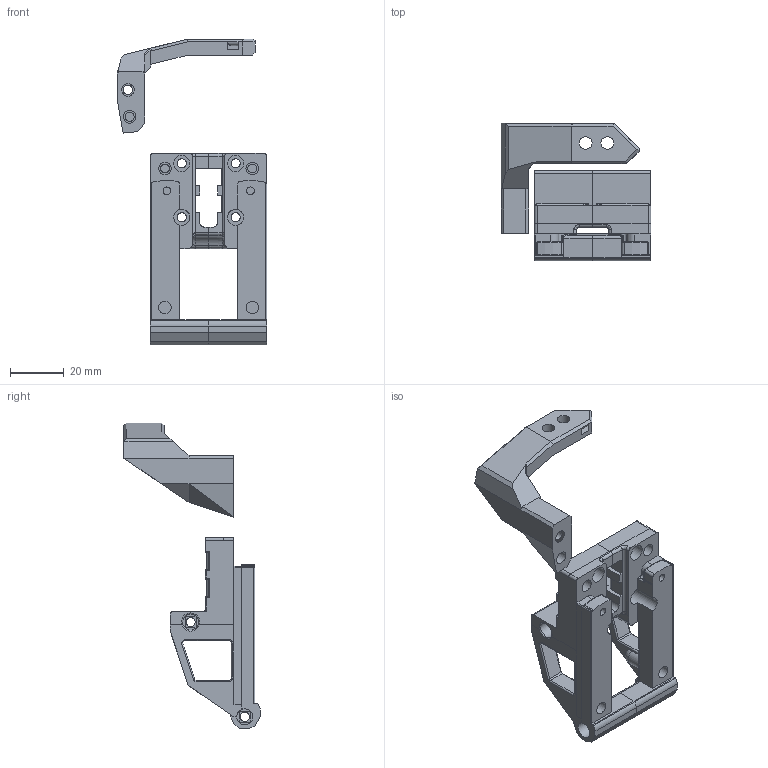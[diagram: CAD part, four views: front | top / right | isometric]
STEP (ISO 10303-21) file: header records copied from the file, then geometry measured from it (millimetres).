
FILE_DESCRIPTION(/* description */ (''),/* implementation_level */ '2;1');
FILE_NAME(/* name */ 'cr_touch_parts.step',/* time_stamp */ '2025-06-21T12:42:29+02:00',/* author */ (''),/* organization */ (''),/* preprocessor_version */ 'ST-DEVELOPER v20.1',/* originating_system */ 'Autodesk Translation Framework v14.10.0.0',/* authorisation */ '');
FILE_SCHEMA (('AUTOMOTIVE_DESIGN { 1 0 10303 214 3 1 1 }'));
Length unit declared in the file: millimetre
Products named in the file (9): Voron_2.4r2_Assembly; Gantry; X Axis; X Carriage; X_Carriage; CW2_Assembly; CW2_Printed; Chain_Anchors; Chain_Anchor_2_Hole_V2_Trident
Assembly tree (8 placements, depth 8):
  Voron_2.4r2_Assembly
    Gantry
      X Axis
        X Carriage
          X_Carriage
          CW2_Assembly
            CW2_Printed
              Chain_Anchors
                Chain_Anchor_2_Hole_V2_Trident
Bounding box: 55.57 x 50.77 x 113.52 mm (x, y, z)
Volume: 39179.7 mm3; surface area: 20197.4 mm2
Topology: 3 solids, 5 shells, 612 faces, 1624 edges, 1026 vertices
Faces by surface type: plane 403, cylinder 151, bspline 38, torus 11, sphere 8, cone 1
Full cylindrical faces by diameter (mm): 2.8 x2, 2.9 x2, 3.3 x2, 3.4 x10, 4.7 x7, 6 x7
Entity records: 20863 total; most frequent: CARTESIAN_POINT 5150, ORIENTED_EDGE 3240, DIRECTION 3051, EDGE_CURVE 1620, LINE 1197, VECTOR 1197, VERTEX_POINT 1026, AXIS2_PLACEMENT_3D 927
